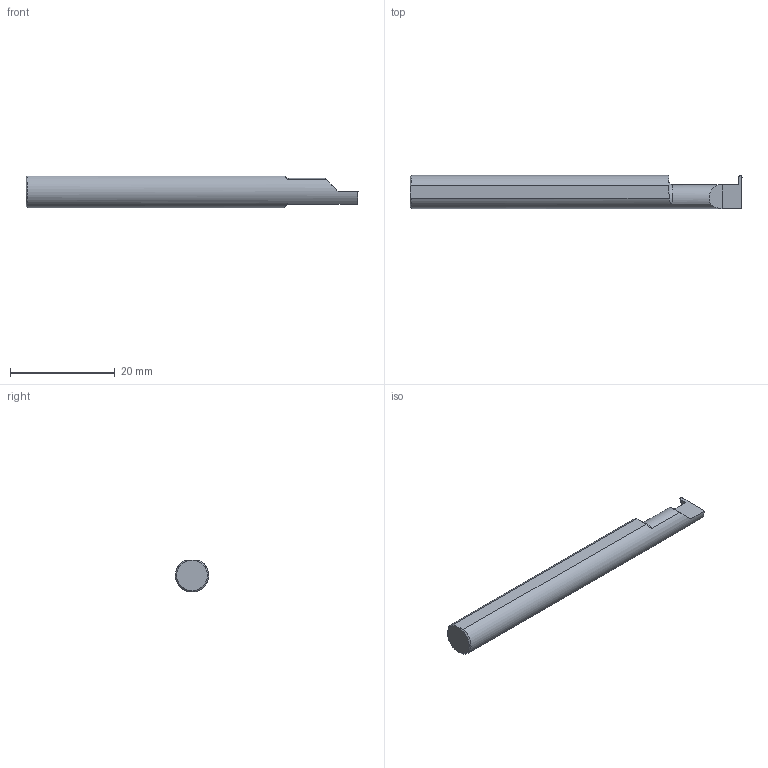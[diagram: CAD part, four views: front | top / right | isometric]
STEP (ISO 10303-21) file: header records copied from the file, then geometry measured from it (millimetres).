
FILE_DESCRIPTION (( 'STEP AP203' ), '1' );
FILE_NAME ('221930-GFR025Q-8.STEP', '2024-06-17T19:22:54', ( '' ), ( '' ), 'SwSTEP 2.0', 'SolidWorks 2022', '' );
FILE_SCHEMA (( 'CONFIG_CONTROL_DESIGN' ));
Length unit declared in the file: inch
Products named in the file (1): 221930-GFR025Q-8
Bounding box: 63.5 x 6.35 x 6.11 mm (x, y, z)
Volume: 1756.5 mm3; surface area: 1240.8 mm2
Topology: 1 solids, 1 shells, 19 faces, 50 edges, 33 vertices
Faces by surface type: plane 12, cylinder 4, cone 2, torus 1
Entity records: 686 total; most frequent: CARTESIAN_POINT 169, ORIENTED_EDGE 100, DIRECTION 81, EDGE_CURVE 50, VERTEX_POINT 33, AXIS2_PLACEMENT_3D 27, VECTOR 27, LINE 27
